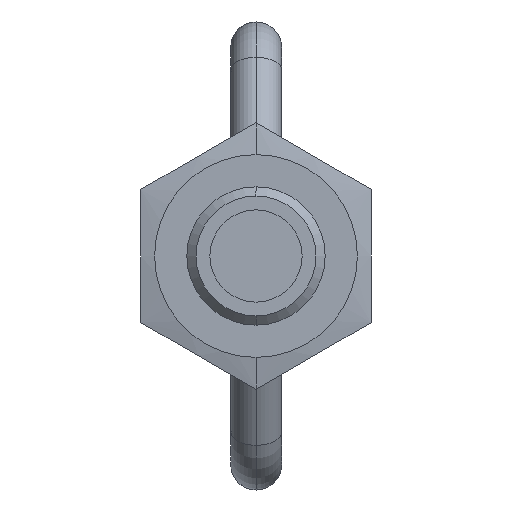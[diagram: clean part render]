
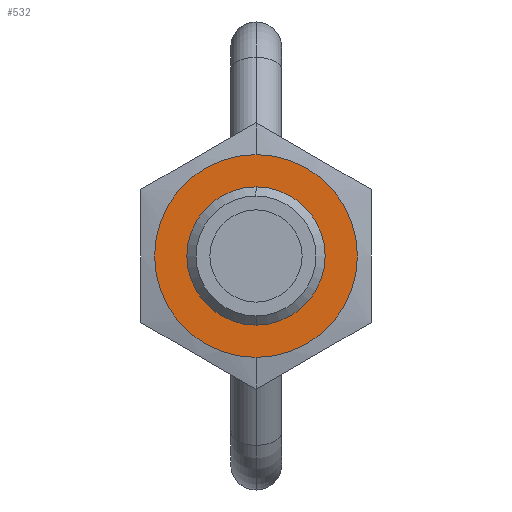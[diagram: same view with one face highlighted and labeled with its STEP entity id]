
A CAD part, left-side view. The second image highlights one B-rep face of the part: STEP entity #532.
In plain terms, the highlighted planar face has unit normal (-1, 0, 0).
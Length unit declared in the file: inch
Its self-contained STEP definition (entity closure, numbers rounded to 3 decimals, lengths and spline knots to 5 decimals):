
#169 = VERTEX_POINT ( 'NONE', #2126 ) ;
#229 = CARTESIAN_POINT ( 'NONE',  ( 0.27559, 0., 0.17323 ) ) ;
#438 = ORIENTED_EDGE ( 'NONE', *, *, #1210, .F. ) ;
#532 = ADVANCED_FACE ( 'NONE', ( #1997, #815 ), #1608, .F. ) ;
#537 = ORIENTED_EDGE ( 'NONE', *, *, #1117, .F. ) ;
#586 = VERTEX_POINT ( 'NONE', #1420 ) ;
#784 = ORIENTED_EDGE ( 'NONE', *, *, #1113, .F. ) ;
#815 = FACE_OUTER_BOUND ( 'NONE', #1936, .T. ) ;
#847 = AXIS2_PLACEMENT_3D ( 'NONE', #1850, #1844, #1842 ) ;
#868 = AXIS2_PLACEMENT_3D ( 'NONE', #1920, #1918, #1915 ) ;
#899 = AXIS2_PLACEMENT_3D ( 'NONE', #2194, #2191, #2166 ) ;
#903 = AXIS2_PLACEMENT_3D ( 'NONE', #2174, #2173, #2172 ) ;
#932 = CIRCLE ( 'NONE', #868, 0.17323 ) ;
#1113 = EDGE_CURVE ( 'NONE', #586, #169, #1364, .T. ) ;
#1117 = EDGE_CURVE ( 'NONE', #1921, #1160, #1334, .T. ) ;
#1160 = VERTEX_POINT ( 'NONE', #1477 ) ;
#1161 = AXIS2_PLACEMENT_3D ( 'NONE', #1604, #1558, #1385 ) ;
#1210 = EDGE_CURVE ( 'NONE', #1160, #1921, #932, .T. ) ;
#1238 = EDGE_CURVE ( 'NONE', #169, #586, #1684, .T. ) ;
#1334 = CIRCLE ( 'NONE', #899, 0.17323 ) ;
#1364 = CIRCLE ( 'NONE', #903, 0.11811 ) ;
#1385 = DIRECTION ( 'NONE',  ( 0., 0., 1. ) ) ;
#1420 = CARTESIAN_POINT ( 'NONE',  ( 0.27559, 0., -0.11811 ) ) ;
#1477 = CARTESIAN_POINT ( 'NONE',  ( 0.27559, 0., -0.17323 ) ) ;
#1558 = DIRECTION ( 'NONE',  ( 1., 0., 0. ) ) ;
#1604 = CARTESIAN_POINT ( 'NONE',  ( 0.27559, -0.19685, 0.11365 ) ) ;
#1608 = PLANE ( 'NONE',  #1161 ) ;
#1684 = CIRCLE ( 'NONE', #847, 0.11811 ) ;
#1792 = ORIENTED_EDGE ( 'NONE', *, *, #1238, .F. ) ;
#1813 = EDGE_LOOP ( 'NONE', ( #1792, #784 ) ) ;
#1842 = DIRECTION ( 'NONE',  ( 0., 1., 0. ) ) ;
#1844 = DIRECTION ( 'NONE',  ( -1., 0., 0. ) ) ;
#1850 = CARTESIAN_POINT ( 'NONE',  ( 0.27559, 0., 0. ) ) ;
#1915 = DIRECTION ( 'NONE',  ( 0., 0., 1. ) ) ;
#1918 = DIRECTION ( 'NONE',  ( 1., 0., 0. ) ) ;
#1920 = CARTESIAN_POINT ( 'NONE',  ( 0.27559, 0., 0. ) ) ;
#1921 = VERTEX_POINT ( 'NONE', #229 ) ;
#1936 = EDGE_LOOP ( 'NONE', ( #537, #438 ) ) ;
#1997 = FACE_BOUND ( 'NONE', #1813, .T. ) ;
#2126 = CARTESIAN_POINT ( 'NONE',  ( 0.27559, 0., 0.11811 ) ) ;
#2166 = DIRECTION ( 'NONE',  ( 0., 0., 1. ) ) ;
#2172 = DIRECTION ( 'NONE',  ( 0., 1., 0. ) ) ;
#2173 = DIRECTION ( 'NONE',  ( -1., 0., 0. ) ) ;
#2174 = CARTESIAN_POINT ( 'NONE',  ( 0.27559, 0., 0. ) ) ;
#2191 = DIRECTION ( 'NONE',  ( 1., 0., 0. ) ) ;
#2194 = CARTESIAN_POINT ( 'NONE',  ( 0.27559, 0., 0. ) ) ;
